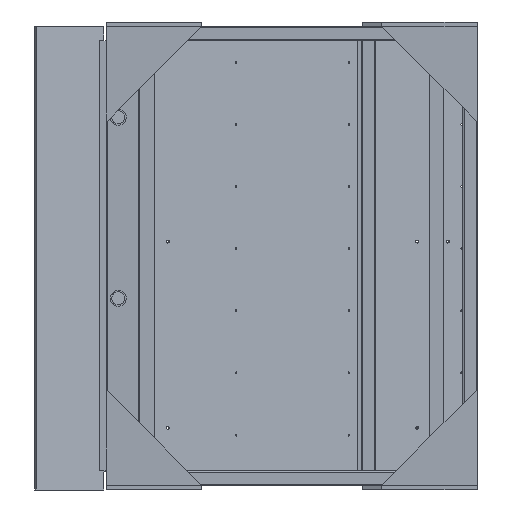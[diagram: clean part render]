
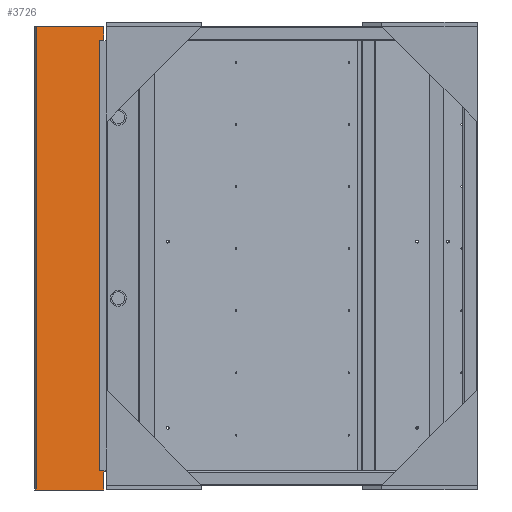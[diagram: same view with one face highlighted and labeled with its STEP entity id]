
A CAD part, front view. The second image highlights one B-rep face of the part: STEP entity #3726.
In plain terms, the highlighted face is planar.
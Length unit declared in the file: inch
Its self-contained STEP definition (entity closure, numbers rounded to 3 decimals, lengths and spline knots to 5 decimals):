
#182 = DIRECTION ( 'NONE',  ( -0.966, 0.259, 0. ) ) ;
#202 = VECTOR ( 'NONE', #10258, 39.37008 ) ;
#206 = ORIENTED_EDGE ( 'NONE', *, *, #562, .T. ) ;
#239 = DIRECTION ( 'NONE',  ( 0., 0., -1. ) ) ;
#275 = CARTESIAN_POINT ( 'NONE',  ( 9.03022, 0., 48.48 ) ) ;
#343 = VERTEX_POINT ( 'NONE', #3155 ) ;
#489 = CARTESIAN_POINT ( 'NONE',  ( 0.88022, 2.18379, 27.5425 ) ) ;
#523 = ORIENTED_EDGE ( 'NONE', *, *, #10405, .T. ) ;
#530 = ORIENTED_EDGE ( 'NONE', *, *, #1206, .T. ) ;
#562 = EDGE_CURVE ( 'NONE', #13063, #8907, #13490, .T. ) ;
#873 = CIRCLE ( 'NONE', #8367, 0.25 ) ;
#1206 = EDGE_CURVE ( 'NONE', #1225, #13063, #7629, .T. ) ;
#1225 = VERTEX_POINT ( 'NONE', #6407 ) ;
#1509 = CARTESIAN_POINT ( 'NONE',  ( 0.88022, 2.18379, 48.48 ) ) ;
#1520 = VERTEX_POINT ( 'NONE', #5883 ) ;
#1586 = DIRECTION ( 'NONE',  ( 0.259, 0.966, 0. ) ) ;
#2066 = CARTESIAN_POINT ( 'NONE',  ( 0.88022, 2.18379, 8.605 ) ) ;
#2373 = ORIENTED_EDGE ( 'NONE', *, *, #12675, .T. ) ;
#2516 = VERTEX_POINT ( 'NONE', #11625 ) ;
#2584 = VERTEX_POINT ( 'NONE', #10605 ) ;
#2886 = CARTESIAN_POINT ( 'NONE',  ( 9.03022, 0., 48.48 ) ) ;
#3058 = CARTESIAN_POINT ( 'NONE',  ( 9.03022, 0., 46.48 ) ) ;
#3155 = CARTESIAN_POINT ( 'NONE',  ( 1.7254, 1.95732, 46.48 ) ) ;
#3164 = CARTESIAN_POINT ( 'NONE',  ( 1.96689, 1.89261, 46.73 ) ) ;
#3261 = DIRECTION ( 'NONE',  ( 0.259, 0.966, 0. ) ) ;
#3450 = CARTESIAN_POINT ( 'NONE',  ( 1.96689, 1.89261, 48.48 ) ) ;
#3687 = VERTEX_POINT ( 'NONE', #5623 ) ;
#3726 = ADVANCED_FACE ( 'NONE', ( #4243 ), #5473, .F. ) ;
#4034 = ORIENTED_EDGE ( 'NONE', *, *, #5366, .T. ) ;
#4067 = LINE ( 'NONE', #2886, #7019 ) ;
#4139 = DIRECTION ( 'NONE',  ( 0.259, 0.966, 0. ) ) ;
#4157 = CARTESIAN_POINT ( 'NONE',  ( 1.7254, 1.95732, 46.73 ) ) ;
#4169 = AXIS2_PLACEMENT_3D ( 'NONE', #4157, #6516, #7453 ) ;
#4211 = AXIS2_PLACEMENT_3D ( 'NONE', #13293, #3261, #10101 ) ;
#4243 = FACE_OUTER_BOUND ( 'NONE', #5950, .T. ) ;
#4262 = LINE ( 'NONE', #3450, #4669 ) ;
#4304 = VECTOR ( 'NONE', #10465, 39.37008 ) ;
#4305 = LINE ( 'NONE', #3058, #11320 ) ;
#4444 = CIRCLE ( 'NONE', #4211, 0.875 ) ;
#4502 = ORIENTED_EDGE ( 'NONE', *, *, #13992, .T. ) ;
#4642 = CARTESIAN_POINT ( 'NONE',  ( 0.88022, 2.18379, 48.48 ) ) ;
#4669 = VECTOR ( 'NONE', #7918, 39.37008 ) ;
#4869 = CARTESIAN_POINT ( 'NONE',  ( 1.96689, 1.89261, 48.48 ) ) ;
#5366 = EDGE_CURVE ( 'NONE', #12749, #1520, #12130, .T. ) ;
#5473 = PLANE ( 'NONE',  #8549 ) ;
#5493 = EDGE_CURVE ( 'NONE', #2516, #3687, #6934, .T. ) ;
#5566 = CIRCLE ( 'NONE', #4169, 0.25 ) ;
#5623 = CARTESIAN_POINT ( 'NONE',  ( 0.88022, 2.18379, 29.2925 ) ) ;
#5883 = CARTESIAN_POINT ( 'NONE',  ( 9.03022, 0., 0. ) ) ;
#5950 = EDGE_LOOP ( 'NONE', ( #10324, #8508, #9541, #6307, #2373, #523, #530, #206, #10777, #6801, #4502, #4034, #14336, #13313 ) ) ;
#6280 = CARTESIAN_POINT ( 'NONE',  ( 1.7254, 1.95732, 2. ) ) ;
#6288 = EDGE_CURVE ( 'NONE', #343, #2516, #4305, .T. ) ;
#6307 = ORIENTED_EDGE ( 'NONE', *, *, #5493, .T. ) ;
#6324 = VERTEX_POINT ( 'NONE', #6442 ) ;
#6407 = CARTESIAN_POINT ( 'NONE',  ( 0.88022, 2.18379, 10.355 ) ) ;
#6441 = EDGE_CURVE ( 'NONE', #10604, #1520, #13389, .T. ) ;
#6442 = CARTESIAN_POINT ( 'NONE',  ( 1.96689, 1.89261, 1.75 ) ) ;
#6473 = AXIS2_PLACEMENT_3D ( 'NONE', #10248, #1586, #182 ) ;
#6516 = DIRECTION ( 'NONE',  ( 0.259, 0.966, 0. ) ) ;
#6687 = DIRECTION ( 'NONE',  ( 0., 0., -1. ) ) ;
#6792 = CARTESIAN_POINT ( 'NONE',  ( 9.03022, 0., 0. ) ) ;
#6800 = CARTESIAN_POINT ( 'NONE',  ( 9.03022, 0., 2. ) ) ;
#6801 = ORIENTED_EDGE ( 'NONE', *, *, #10130, .T. ) ;
#6934 = LINE ( 'NONE', #1509, #12086 ) ;
#7019 = VECTOR ( 'NONE', #11830, 39.37008 ) ;
#7213 = LINE ( 'NONE', #4642, #10493 ) ;
#7453 = DIRECTION ( 'NONE',  ( -0.966, 0.259, 0. ) ) ;
#7629 = CIRCLE ( 'NONE', #6473, 0.875 ) ;
#7671 = DIRECTION ( 'NONE',  ( -0.966, 0.259, 0. ) ) ;
#7749 = DIRECTION ( 'NONE',  ( 0.259, 0.966, 0. ) ) ;
#7916 = CARTESIAN_POINT ( 'NONE',  ( 0.88022, 2.18379, 48.48 ) ) ;
#7918 = DIRECTION ( 'NONE',  ( 0., 0., -1. ) ) ;
#8367 = AXIS2_PLACEMENT_3D ( 'NONE', #9726, #4139, #13074 ) ;
#8508 = ORIENTED_EDGE ( 'NONE', *, *, #10889, .T. ) ;
#8510 = EDGE_CURVE ( 'NONE', #2584, #10604, #4067, .T. ) ;
#8549 = AXIS2_PLACEMENT_3D ( 'NONE', #8727, #7749, #10993 ) ;
#8727 = CARTESIAN_POINT ( 'NONE',  ( 9.03022, 0., 48.48 ) ) ;
#8907 = VERTEX_POINT ( 'NONE', #11726 ) ;
#9068 = CARTESIAN_POINT ( 'NONE',  ( 1.96689, 1.89261, 0. ) ) ;
#9364 = DIRECTION ( 'NONE',  ( 0., 0., -1. ) ) ;
#9386 = VERTEX_POINT ( 'NONE', #489 ) ;
#9541 = ORIENTED_EDGE ( 'NONE', *, *, #6288, .T. ) ;
#9726 = CARTESIAN_POINT ( 'NONE',  ( 1.7254, 1.95732, 1.75 ) ) ;
#9733 = VECTOR ( 'NONE', #6687, 39.37008 ) ;
#9871 = DIRECTION ( 'NONE',  ( 0.966, -0.259, 0. ) ) ;
#9960 = CARTESIAN_POINT ( 'NONE',  ( 9.03022, 0., 48.48 ) ) ;
#10101 = DIRECTION ( 'NONE',  ( -0.966, 0.259, 0. ) ) ;
#10130 = EDGE_CURVE ( 'NONE', #10903, #6324, #873, .T. ) ;
#10248 = CARTESIAN_POINT ( 'NONE',  ( 0.88022, 2.18379, 9.48 ) ) ;
#10258 = DIRECTION ( 'NONE',  ( 0.966, -0.259, 0. ) ) ;
#10324 = ORIENTED_EDGE ( 'NONE', *, *, #11755, .T. ) ;
#10405 = EDGE_CURVE ( 'NONE', #9386, #1225, #7213, .T. ) ;
#10459 = LINE ( 'NONE', #4869, #12682 ) ;
#10465 = DIRECTION ( 'NONE',  ( 0., 0., -1. ) ) ;
#10493 = VECTOR ( 'NONE', #239, 39.37008 ) ;
#10604 = VERTEX_POINT ( 'NONE', #275 ) ;
#10605 = CARTESIAN_POINT ( 'NONE',  ( 1.96689, 1.89261, 48.48 ) ) ;
#10777 = ORIENTED_EDGE ( 'NONE', *, *, #11072, .T. ) ;
#10889 = EDGE_CURVE ( 'NONE', #12998, #343, #5566, .T. ) ;
#10903 = VERTEX_POINT ( 'NONE', #6280 ) ;
#10993 = DIRECTION ( 'NONE',  ( -0.966, 0.259, 0. ) ) ;
#11072 = EDGE_CURVE ( 'NONE', #8907, #10903, #12512, .T. ) ;
#11320 = VECTOR ( 'NONE', #7671, 39.37008 ) ;
#11322 = DIRECTION ( 'NONE',  ( 0., 0., -1. ) ) ;
#11625 = CARTESIAN_POINT ( 'NONE',  ( 0.88022, 2.18379, 46.48 ) ) ;
#11726 = CARTESIAN_POINT ( 'NONE',  ( 0.88022, 2.18379, 2. ) ) ;
#11755 = EDGE_CURVE ( 'NONE', #2584, #12998, #4262, .T. ) ;
#11830 = DIRECTION ( 'NONE',  ( 0.966, -0.259, 0. ) ) ;
#12086 = VECTOR ( 'NONE', #11322, 39.37008 ) ;
#12130 = LINE ( 'NONE', #6792, #13962 ) ;
#12512 = LINE ( 'NONE', #6800, #202 ) ;
#12675 = EDGE_CURVE ( 'NONE', #3687, #9386, #4444, .T. ) ;
#12682 = VECTOR ( 'NONE', #9364, 39.37008 ) ;
#12749 = VERTEX_POINT ( 'NONE', #9068 ) ;
#12998 = VERTEX_POINT ( 'NONE', #3164 ) ;
#13063 = VERTEX_POINT ( 'NONE', #2066 ) ;
#13074 = DIRECTION ( 'NONE',  ( -0.966, 0.259, 0. ) ) ;
#13293 = CARTESIAN_POINT ( 'NONE',  ( 0.88022, 2.18379, 28.4175 ) ) ;
#13313 = ORIENTED_EDGE ( 'NONE', *, *, #8510, .F. ) ;
#13389 = LINE ( 'NONE', #9960, #4304 ) ;
#13490 = LINE ( 'NONE', #7916, #9733 ) ;
#13962 = VECTOR ( 'NONE', #9871, 39.37008 ) ;
#13992 = EDGE_CURVE ( 'NONE', #6324, #12749, #10459, .T. ) ;
#14336 = ORIENTED_EDGE ( 'NONE', *, *, #6441, .F. ) ;
